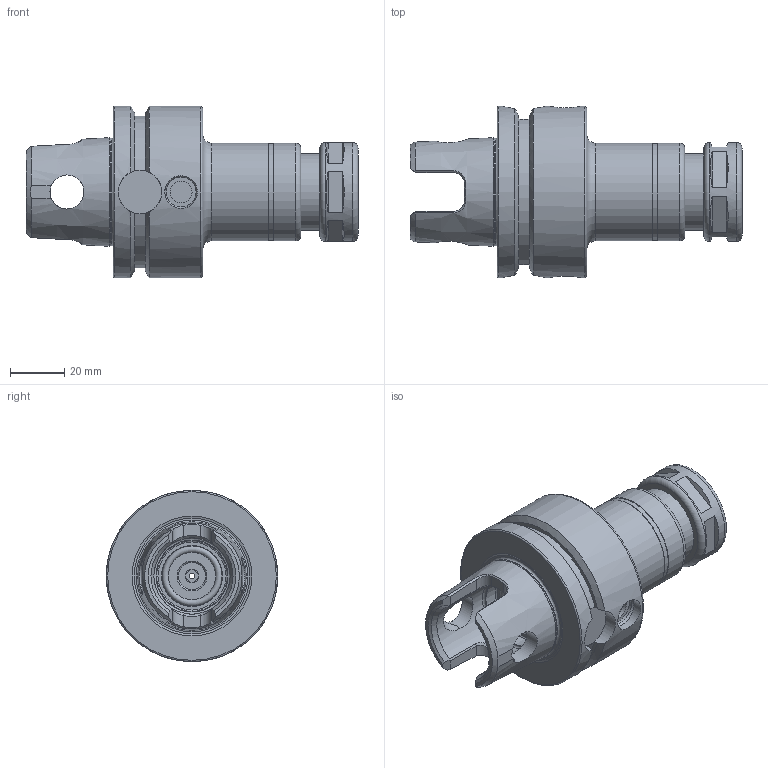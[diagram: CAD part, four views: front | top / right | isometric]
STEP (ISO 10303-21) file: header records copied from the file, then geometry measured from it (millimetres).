
FILE_DESCRIPTION((''),'2;1');
FILE_NAME('126011216090-3D.stp','2020-07-23T12:03:34',('nttooll'),(''),'Autodesk Inventor 2012','Autodesk Inventor 2012','');
FILE_SCHEMA(('AUTOMOTIVE_DESIGN { 1 0 10303 214 1 1 1 1 }'));
Length unit declared in the file: millimetre
Products named in the file (1): 126011216090-3D
Bounding box: 122 x 63 x 63 mm (x, y, z)
Volume: 145593.5 mm3; surface area: 33365.2 mm2
Topology: 1 solids, 1 shells, 180 faces, 393 edges, 245 vertices
Faces by surface type: plane 69, cylinder 48, cone 29, bspline 20, torus 14
Full cylindrical faces by diameter (mm): 2 x1, 4.5 x1, 5 x1, 8 x2, 10 x2, 11 x2, 12 x2, 12.5 x2, 12.8 x1, 13.319 x1, 15.8 x1, 15.9 x1, 16 x2, 16.3 x1, 16.4 x2, 17 x2, 17.4 x1, 17.5 x1, 20 x1, 22.1 x1, 24.5 x1, 26 x1, 28 x3, 35.6 x1, 36 x2, 36.3 x1, 39.4 x1, 63 x2
Entity records: 5148 total; most frequent: CARTESIAN_POINT 1747, DIRECTION 642, ORIENTED_EDGE 608, EDGE_CURVE 304, AXIS2_PLACEMENT_3D 297, EDGE_LOOP 292, VERTEX_POINT 232, FACE_OUTER_BOUND 180
